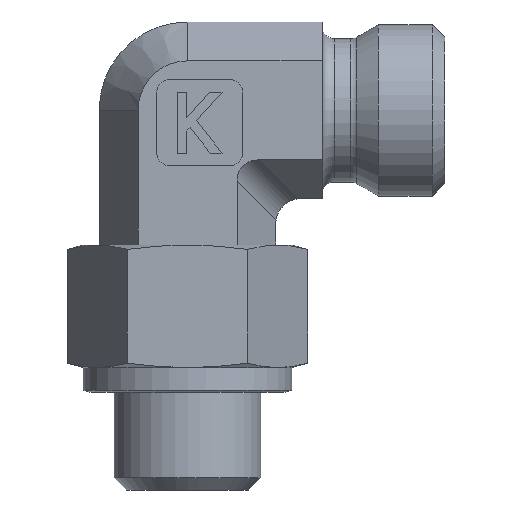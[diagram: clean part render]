
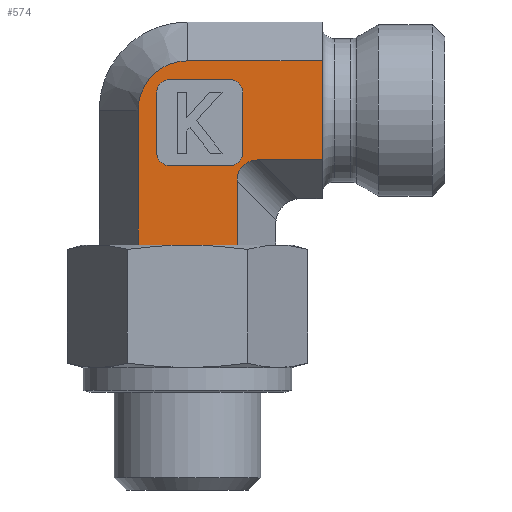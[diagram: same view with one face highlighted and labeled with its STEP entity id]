
A CAD part, left-side view. The second image highlights one B-rep face of the part: STEP entity #574.
In plain terms, the highlighted planar face has unit normal (-1, 0, 0).
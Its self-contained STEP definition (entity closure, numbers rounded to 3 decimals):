
#364=CARTESIAN_POINT('',(-7.,-4.041,1.));
#365=VERTEX_POINT('',#364);
#372=CARTESIAN_POINT('',(-7.,4.041,1.));
#373=VERTEX_POINT('',#372);
#374=CARTESIAN_POINT('',(-7.,4.041,1.));
#375=DIRECTION('',(0.0,-1.0,0.0));
#376=VECTOR('',#375,8.083);
#377=LINE('',#374,#376);
#378=EDGE_CURVE('',#373,#365,#377,.T.);
#422=CARTESIAN_POINT('',(-7.,4.041,12.));
#423=VERTEX_POINT('',#422);
#424=CARTESIAN_POINT('',(-7.,4.041,1.));
#425=DIRECTION('',(0.0,0.0,1.0));
#426=VECTOR('',#425,11.);
#427=LINE('',#424,#426);
#428=EDGE_CURVE('',#373,#423,#427,.T.);
#447=CARTESIAN_POINT('',(-7.,-4.041,0.0));
#448=DIRECTION('',(-1.0,0.0,0.0));
#449=DIRECTION('',(0.0,0.0,1.0));
#450=AXIS2_PLACEMENT_3D('',#447,#448,#449);
#451=PLANE('',#450);
#452=ORIENTED_EDGE('',*,*,#378,.T.);
#453=CARTESIAN_POINT('',(-7.,-4.041,6.226));
#454=VERTEX_POINT('',#453);
#455=CARTESIAN_POINT('',(-7.,-4.041,1.));
#456=DIRECTION('',(0.0,0.0,1.0));
#457=VECTOR('',#456,5.226);
#458=LINE('',#455,#457);
#459=EDGE_CURVE('',#365,#454,#458,.T.);
#460=ORIENTED_EDGE('',*,*,#459,.T.);
#461=CARTESIAN_POINT('',(-7.,-5.774,7.959));
#462=VERTEX_POINT('',#461);
#463=CARTESIAN_POINT('',(-7.,-6.351,5.649));
#464=DIRECTION('',(-1.0,0.0,0.0));
#465=DIRECTION('',(0.0,0.707,0.707));
#466=AXIS2_PLACEMENT_3D('',#463,#464,#465);
#467=ELLIPSE('',#466,2.582,2.0);
#468=EDGE_CURVE('',#462,#454,#467,.T.);
#469=ORIENTED_EDGE('',*,*,#468,.F.);
#470=CARTESIAN_POINT('',(-7.,-11.,7.959));
#471=VERTEX_POINT('',#470);
#472=CARTESIAN_POINT('',(-7.,-5.774,7.959));
#473=DIRECTION('',(0.0,-1.0,0.0));
#474=VECTOR('',#473,5.226);
#475=LINE('',#472,#474);
#476=EDGE_CURVE('',#462,#471,#475,.T.);
#477=ORIENTED_EDGE('',*,*,#476,.T.);
#478=CARTESIAN_POINT('',(-7.,-11.,16.041));
#479=VERTEX_POINT('',#478);
#480=CARTESIAN_POINT('',(-7.,-11.,7.959));
#481=DIRECTION('',(0.0,0.0,1.0));
#482=VECTOR('',#481,8.083);
#483=LINE('',#480,#482);
#484=EDGE_CURVE('',#471,#479,#483,.T.);
#485=ORIENTED_EDGE('',*,*,#484,.T.);
#486=CARTESIAN_POINT('',(-7.,0.,16.041));
#487=VERTEX_POINT('',#486);
#488=CARTESIAN_POINT('',(-7.,0.,16.041));
#489=DIRECTION('',(0.0,-1.0,0.0));
#490=VECTOR('',#489,11.0);
#491=LINE('',#488,#490);
#492=EDGE_CURVE('',#487,#479,#491,.T.);
#493=ORIENTED_EDGE('',*,*,#492,.F.);
#494=CARTESIAN_POINT('',(-7.,0.,12.));
#495=DIRECTION('',(-1.0,0.0,0.0));
#496=DIRECTION('',(0.0,0.0,1.0));
#497=AXIS2_PLACEMENT_3D('',#494,#495,#496);
#498=CIRCLE('',#497,4.041);
#499=EDGE_CURVE('',#487,#423,#498,.T.);
#500=ORIENTED_EDGE('',*,*,#499,.T.);
#501=ORIENTED_EDGE('',*,*,#428,.F.);
#502=EDGE_LOOP('',(#452,#460,#469,#477,#485,#493,#500,#501));
#503=FACE_OUTER_BOUND('',#502,.T.);
#504=CARTESIAN_POINT('',(-7.,-3.5,7.5));
#505=VERTEX_POINT('',#504);
#506=CARTESIAN_POINT('',(-7.,1.5,7.5));
#507=VERTEX_POINT('',#506);
#508=CARTESIAN_POINT('',(-7.,-3.5,7.5));
#509=DIRECTION('',(0.0,1.0,0.0));
#510=VECTOR('',#509,5.);
#511=LINE('',#508,#510);
#512=EDGE_CURVE('',#505,#507,#511,.T.);
#513=ORIENTED_EDGE('',*,*,#512,.T.);
#514=CARTESIAN_POINT('',(-7.,2.5,8.5));
#515=VERTEX_POINT('',#514);
#516=CARTESIAN_POINT('',(-7.,1.5,8.5));
#517=DIRECTION('',(-1.0,0.0,0.0));
#518=DIRECTION('',(0.0,0.707,-0.707));
#519=AXIS2_PLACEMENT_3D('',#516,#517,#518);
#520=CIRCLE('',#519,1.0);
#521=EDGE_CURVE('',#515,#507,#520,.T.);
#522=ORIENTED_EDGE('',*,*,#521,.F.);
#523=CARTESIAN_POINT('',(-7.,2.5,13.5));
#524=VERTEX_POINT('',#523);
#525=CARTESIAN_POINT('',(-7.,2.5,8.5));
#526=DIRECTION('',(0.0,0.0,1.0));
#527=VECTOR('',#526,5.);
#528=LINE('',#525,#527);
#529=EDGE_CURVE('',#515,#524,#528,.T.);
#530=ORIENTED_EDGE('',*,*,#529,.T.);
#531=CARTESIAN_POINT('',(-7.,1.5,14.5));
#532=VERTEX_POINT('',#531);
#533=CARTESIAN_POINT('',(-7.,1.5,13.5));
#534=DIRECTION('',(-1.0,0.0,0.0));
#535=DIRECTION('',(0.0,0.707,0.707));
#536=AXIS2_PLACEMENT_3D('',#533,#534,#535);
#537=CIRCLE('',#536,1.0);
#538=EDGE_CURVE('',#532,#524,#537,.T.);
#539=ORIENTED_EDGE('',*,*,#538,.F.);
#540=CARTESIAN_POINT('',(-7.,-3.5,14.5));
#541=VERTEX_POINT('',#540);
#542=CARTESIAN_POINT('',(-7.,1.5,14.5));
#543=DIRECTION('',(0.0,-1.0,0.0));
#544=VECTOR('',#543,5.0);
#545=LINE('',#542,#544);
#546=EDGE_CURVE('',#532,#541,#545,.T.);
#547=ORIENTED_EDGE('',*,*,#546,.T.);
#548=CARTESIAN_POINT('',(-7.,-4.5,13.5));
#549=VERTEX_POINT('',#548);
#550=CARTESIAN_POINT('',(-7.,-3.5,13.5));
#551=DIRECTION('',(-1.0,0.0,0.0));
#552=DIRECTION('',(0.0,-0.707,0.707));
#553=AXIS2_PLACEMENT_3D('',#550,#551,#552);
#554=CIRCLE('',#553,1.0);
#555=EDGE_CURVE('',#549,#541,#554,.T.);
#556=ORIENTED_EDGE('',*,*,#555,.F.);
#557=CARTESIAN_POINT('',(-7.,-4.5,8.5));
#558=VERTEX_POINT('',#557);
#559=CARTESIAN_POINT('',(-7.,-4.5,13.5));
#560=DIRECTION('',(0.0,0.0,-1.0));
#561=VECTOR('',#560,5.);
#562=LINE('',#559,#561);
#563=EDGE_CURVE('',#549,#558,#562,.T.);
#564=ORIENTED_EDGE('',*,*,#563,.T.);
#565=CARTESIAN_POINT('',(-7.,-3.5,8.5));
#566=DIRECTION('',(-1.0,0.0,0.0));
#567=DIRECTION('',(0.0,-0.707,-0.707));
#568=AXIS2_PLACEMENT_3D('',#565,#566,#567);
#569=CIRCLE('',#568,1.0);
#570=EDGE_CURVE('',#505,#558,#569,.T.);
#571=ORIENTED_EDGE('',*,*,#570,.F.);
#572=EDGE_LOOP('',(#513,#522,#530,#539,#547,#556,#564,#571));
#573=FACE_BOUND('',#572,.T.);
#574=ADVANCED_FACE('',(#503,#573),#451,.T.);
